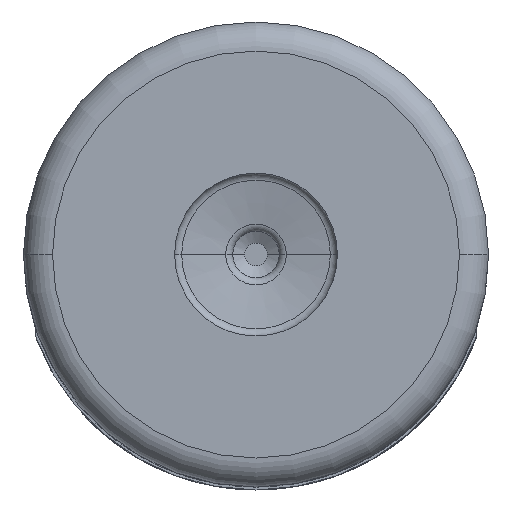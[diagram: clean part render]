
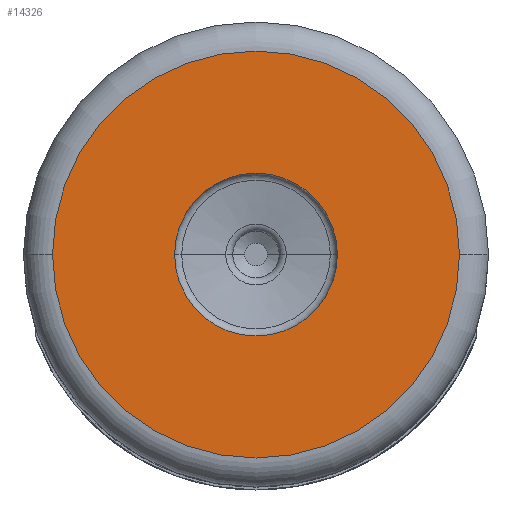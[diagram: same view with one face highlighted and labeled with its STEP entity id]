
A CAD part, front view. The second image highlights one B-rep face of the part: STEP entity #14326.
In plain terms, the highlighted planar face has unit normal (0, -1, 0).
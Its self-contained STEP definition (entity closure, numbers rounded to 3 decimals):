
#1922=CARTESIAN_POINT('',(0.,-4.,0.));
#1923=DIRECTION('',(0.,-1.,0.));
#1924=DIRECTION('',(1.,0.,0.));
#1925=AXIS2_PLACEMENT_3D('',#1922,#1923,#1924);
#1937=CARTESIAN_POINT('',(0.,-4.,0.));
#1938=DIRECTION('',(0.,-1.,0.));
#1939=DIRECTION('',(-1.,0.,0.));
#1940=AXIS2_PLACEMENT_3D('',#1937,#1938,#1939);
#1942=CARTESIAN_POINT('',(0.,-4.,0.));
#1943=DIRECTION('',(0.,-1.,0.));
#1944=DIRECTION('',(1.,0.,0.));
#1945=AXIS2_PLACEMENT_3D('',#1942,#1943,#1944);
#1947=CARTESIAN_POINT('',(0.,-4.,0.));
#1948=DIRECTION('',(0.,-1.,0.));
#1949=DIRECTION('',(-1.,0.,0.));
#1950=AXIS2_PLACEMENT_3D('',#1947,#1948,#1949);
#12396=CARTESIAN_POINT('',(-1.4,-4.,0.));
#12397=CARTESIAN_POINT('',(1.4,-4.,0.));
#12398=VERTEX_POINT('',#12396);
#12399=VERTEX_POINT('',#12397);
#12400=CARTESIAN_POINT('',(3.5,-4.,0.));
#12401=CARTESIAN_POINT('',(-3.5,-4.,0.));
#12402=VERTEX_POINT('',#12400);
#12403=VERTEX_POINT('',#12401);
#14310=CARTESIAN_POINT('',(0.,-4.,0.));
#14311=DIRECTION('',(0.,1.,0.));
#14312=DIRECTION('',(1.,0.,0.));
#14313=AXIS2_PLACEMENT_3D('',#14310,#14311,#14312);
#14314=PLANE('',#14313);
#14315=ORIENTED_EDGE('',*,*,#14300,.F.);
#14317=ORIENTED_EDGE('',*,*,#14316,.F.);
#14318=EDGE_LOOP('',(#14315,#14317));
#14319=FACE_OUTER_BOUND('',#14318,.F.);
#14321=ORIENTED_EDGE('',*,*,#14320,.T.);
#14323=ORIENTED_EDGE('',*,*,#14322,.T.);
#14324=EDGE_LOOP('',(#14321,#14323));
#14325=FACE_BOUND('',#14324,.F.);
#14326=ADVANCED_FACE('',(#14319,#14325),#14314,.F.);
#1926=CIRCLE('',#1925,3.5);
#1941=CIRCLE('',#1940,1.4);
#1946=CIRCLE('',#1945,1.4);
#1951=CIRCLE('',#1950,3.5);
#14300=EDGE_CURVE('',#12402,#12403,#1926,.T.);
#14316=EDGE_CURVE('',#12403,#12402,#1951,.T.);
#14320=EDGE_CURVE('',#12398,#12399,#1941,.T.);
#14322=EDGE_CURVE('',#12399,#12398,#1946,.T.);
